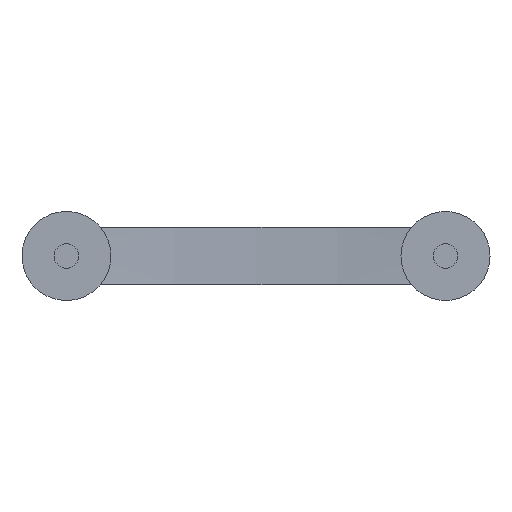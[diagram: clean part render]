
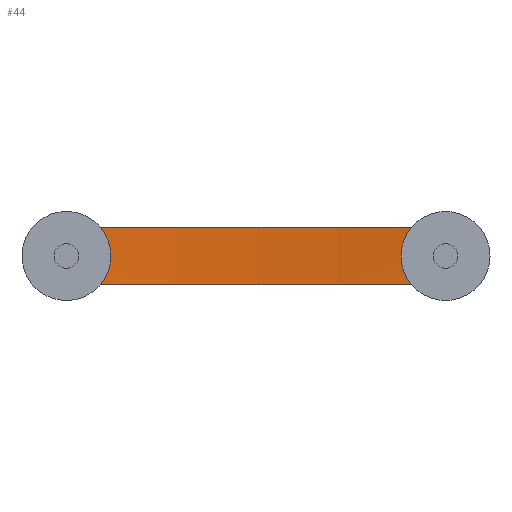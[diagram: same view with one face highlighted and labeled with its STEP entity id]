
A CAD part, front view. The second image highlights one B-rep face of the part: STEP entity #44.
In plain terms, the highlighted cylindrical face has radius 479.1 mm (diameter 958.2 mm), a partial arc.
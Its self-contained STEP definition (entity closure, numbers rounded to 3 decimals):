
#44 = ADVANCED_FACE( '', ( #98 ), #99, .F. );
#98 = FACE_OUTER_BOUND( '', #169, .T. );
#99 = CYLINDRICAL_SURFACE( '', #170, 479.1 );
#169 = EDGE_LOOP( '', ( #237, #238, #239, #240 ) );
#170 = AXIS2_PLACEMENT_3D( '', #241, #242, #243 );
#237 = ORIENTED_EDGE( '', *, *, #362, .F. );
#238 = ORIENTED_EDGE( '', *, *, #363, .T. );
#239 = ORIENTED_EDGE( '', *, *, #364, .T. );
#240 = ORIENTED_EDGE( '', *, *, #365, .F. );
#241 = CARTESIAN_POINT( '', ( 81.5, -440.8, 10. ) );
#242 = DIRECTION( '', ( 0., 0., 1. ) );
#243 = DIRECTION( '', ( -1., 0., 0. ) );
#362 = EDGE_CURVE( '', #410, #411, #412, .T. );
#363 = EDGE_CURVE( '', #410, #413, #414, .T. );
#364 = EDGE_CURVE( '', #413, #415, #416, .T. );
#365 = EDGE_CURVE( '', #411, #415, #417, .T. );
#410 = VERTEX_POINT( '', #479 );
#411 = VERTEX_POINT( '', #480 );
#412 = CIRCLE( '', #481, 479.1 );
#413 = VERTEX_POINT( '', #482 );
#414 = B_SPLINE_CURVE_WITH_KNOTS( '', 3, ( #483, #484, #485, #486, #487, #488, #489, #490, #491, #492, #493, #494, #495, #496, #497, #498, #499, #500, #501, #502, #503, #504, #505, #506, #507, #508 ), .UNSPECIFIED., .F., .F., ( 4, 2, 2, 2, 2, 2, 2, 2, 2, 2, 2, 2, 4 ), ( 0., 0.003, 0.004, 0.006, 0.008, 0.01, 0.011, 0.013, 0.014, 0.017, 0.018, 0.02, 0.022 ), .UNSPECIFIED. );
#415 = VERTEX_POINT( '', #509 );
#416 = CIRCLE( '', #510, 479.1 );
#417 = B_SPLINE_CURVE_WITH_KNOTS( '', 3, ( #511, #512, #513, #514, #515, #516, #517, #518, #519, #520, #521, #522, #523, #524, #525, #526, #527, #528, #529, #530, #531, #532, #533, #534, #535, #536 ), .UNSPECIFIED., .F., .F., ( 4, 2, 2, 2, 2, 2, 2, 2, 2, 2, 2, 2, 4 ), ( 0., 0.003, 0.004, 0.006, 0.008, 0.01, 0.011, 0.013, 0.014, 0.017, 0.018, 0.02, 0.022 ), .UNSPECIFIED. );
#479 = CARTESIAN_POINT( '', ( 138.181, 34.935, -10. ) );
#480 = CARTESIAN_POINT( '', ( 24.819, 34.935, -10. ) );
#481 = AXIS2_PLACEMENT_3D( '', #764, #765, #766 );
#482 = CARTESIAN_POINT( '', ( 138.181, 34.935, 10. ) );
#483 = CARTESIAN_POINT( '', ( 138.181, 34.935, -10. ) );
#484 = CARTESIAN_POINT( '', ( 137.496, 35.017, -9.356 ) );
#485 = CARTESIAN_POINT( '', ( 136.888, 35.088, -8.653 ) );
#486 = CARTESIAN_POINT( '', ( 136.087, 35.18, -7.514 ) );
#487 = CARTESIAN_POINT( '', ( 135.839, 35.209, -7.12 ) );
#488 = CARTESIAN_POINT( '', ( 135.381, 35.261, -6.302 ) );
#489 = CARTESIAN_POINT( '', ( 135.171, 35.284, -5.879 ) );
#490 = CARTESIAN_POINT( '', ( 134.615, 35.347, -4.594 ) );
#491 = CARTESIAN_POINT( '', ( 134.334, 35.378, -3.708 ) );
#492 = CARTESIAN_POINT( '', ( 134.049, 35.409, -2.335 ) );
#493 = CARTESIAN_POINT( '', ( 133.976, 35.417, -1.867 ) );
#494 = CARTESIAN_POINT( '', ( 133.881, 35.428, -0.935 ) );
#495 = CARTESIAN_POINT( '', ( 133.857, 35.431, -0.469 ) );
#496 = CARTESIAN_POINT( '', ( 133.857, 35.431, 0.461 ) );
#497 = CARTESIAN_POINT( '', ( 133.88, 35.428, 0.926 ) );
#498 = CARTESIAN_POINT( '', ( 133.975, 35.418, 1.854 ) );
#499 = CARTESIAN_POINT( '', ( 134.046, 35.41, 2.319 ) );
#500 = CARTESIAN_POINT( '', ( 134.332, 35.378, 3.702 ) );
#501 = CARTESIAN_POINT( '', ( 134.613, 35.347, 4.589 ) );
#502 = CARTESIAN_POINT( '', ( 135.167, 35.285, 5.87 ) );
#503 = CARTESIAN_POINT( '', ( 135.373, 35.261, 6.288 ) );
#504 = CARTESIAN_POINT( '', ( 135.832, 35.209, 7.108 ) );
#505 = CARTESIAN_POINT( '', ( 136.082, 35.181, 7.506 ) );
#506 = CARTESIAN_POINT( '', ( 136.887, 35.088, 8.652 ) );
#507 = CARTESIAN_POINT( '', ( 137.496, 35.017, 9.356 ) );
#508 = CARTESIAN_POINT( '', ( 138.181, 34.935, 10. ) );
#509 = CARTESIAN_POINT( '', ( 24.819, 34.935, 10. ) );
#510 = AXIS2_PLACEMENT_3D( '', #767, #768, #769 );
#511 = CARTESIAN_POINT( '', ( 24.819, 34.935, -10. ) );
#512 = CARTESIAN_POINT( '', ( 25.504, 35.017, -9.356 ) );
#513 = CARTESIAN_POINT( '', ( 26.112, 35.088, -8.653 ) );
#514 = CARTESIAN_POINT( '', ( 26.913, 35.18, -7.514 ) );
#515 = CARTESIAN_POINT( '', ( 27.161, 35.209, -7.12 ) );
#516 = CARTESIAN_POINT( '', ( 27.619, 35.261, -6.302 ) );
#517 = CARTESIAN_POINT( '', ( 27.829, 35.284, -5.879 ) );
#518 = CARTESIAN_POINT( '', ( 28.385, 35.347, -4.594 ) );
#519 = CARTESIAN_POINT( '', ( 28.666, 35.378, -3.708 ) );
#520 = CARTESIAN_POINT( '', ( 28.951, 35.409, -2.335 ) );
#521 = CARTESIAN_POINT( '', ( 29.024, 35.417, -1.867 ) );
#522 = CARTESIAN_POINT( '', ( 29.119, 35.428, -0.935 ) );
#523 = CARTESIAN_POINT( '', ( 29.143, 35.431, -0.469 ) );
#524 = CARTESIAN_POINT( '', ( 29.143, 35.431, 0.461 ) );
#525 = CARTESIAN_POINT( '', ( 29.12, 35.428, 0.926 ) );
#526 = CARTESIAN_POINT( '', ( 29.025, 35.418, 1.854 ) );
#527 = CARTESIAN_POINT( '', ( 28.954, 35.41, 2.319 ) );
#528 = CARTESIAN_POINT( '', ( 28.668, 35.378, 3.702 ) );
#529 = CARTESIAN_POINT( '', ( 28.387, 35.347, 4.589 ) );
#530 = CARTESIAN_POINT( '', ( 27.833, 35.285, 5.87 ) );
#531 = CARTESIAN_POINT( '', ( 27.627, 35.261, 6.288 ) );
#532 = CARTESIAN_POINT( '', ( 27.168, 35.209, 7.108 ) );
#533 = CARTESIAN_POINT( '', ( 26.918, 35.181, 7.506 ) );
#534 = CARTESIAN_POINT( '', ( 26.113, 35.088, 8.652 ) );
#535 = CARTESIAN_POINT( '', ( 25.504, 35.017, 9.356 ) );
#536 = CARTESIAN_POINT( '', ( 24.819, 34.935, 10. ) );
#764 = CARTESIAN_POINT( '', ( 81.5, -440.8, -10. ) );
#765 = DIRECTION( '', ( 0., 0., 1. ) );
#766 = DIRECTION( '', ( 1., 0., 0. ) );
#767 = CARTESIAN_POINT( '', ( 81.5, -440.8, 10. ) );
#768 = DIRECTION( '', ( 0., 0., 1. ) );
#769 = DIRECTION( '', ( 1., 0., 0. ) );
